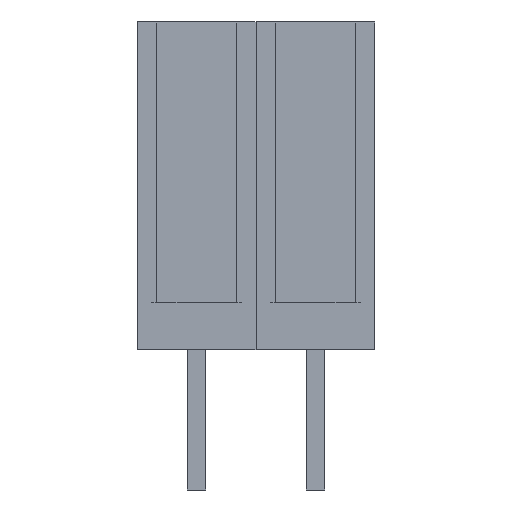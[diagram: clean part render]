
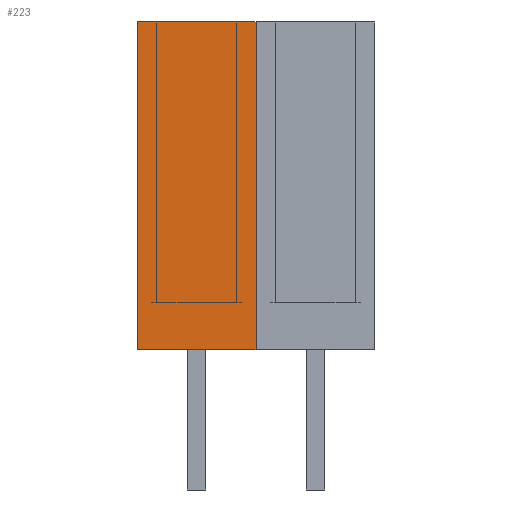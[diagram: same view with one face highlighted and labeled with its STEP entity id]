
A CAD part, front view. The second image highlights one B-rep face of the part: STEP entity #223.
In plain terms, the highlighted planar face has unit normal (0, -1, 0).
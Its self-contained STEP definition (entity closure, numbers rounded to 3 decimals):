
#13=DIRECTION('',(0.,0.,1.));
#14=DIRECTION('',(1.,0.,0.));
#199=EDGE_CURVE('',#200,#202,#204,.T.);
#200=VERTEX_POINT('',#201);
#201=CARTESIAN_POINT('',(-1.27,-1.271,0.));
#202=VERTEX_POINT('',#203);
#203=CARTESIAN_POINT('',(-1.27,-1.271,7.));
#204=LINE('',#201,#205);
#205=VECTOR('',#13,1.);
#212=DIRECTION('',(0.,1.,0.));
#223=ADVANCED_FACE('',(#224),#241,.F.);
#224=FACE_BOUND('',#225,.F.);
#225=EDGE_LOOP('',(#226,#232,#233,#238));
#226=ORIENTED_EDGE('',*,*,#227,.F.);
#227=EDGE_CURVE('',#200,#228,#230,.T.);
#228=VERTEX_POINT('',#229);
#229=CARTESIAN_POINT('',(1.27,-1.271,0.));
#230=LINE('',#201,#231);
#231=VECTOR('',#14,1.);
#232=ORIENTED_EDGE('',*,*,#199,.T.);
#233=ORIENTED_EDGE('',*,*,#234,.T.);
#234=EDGE_CURVE('',#202,#235,#237,.T.);
#235=VERTEX_POINT('',#236);
#236=CARTESIAN_POINT('',(1.27,-1.271,7.));
#237=LINE('',#203,#231);
#238=ORIENTED_EDGE('',*,*,#239,.F.);
#239=EDGE_CURVE('',#228,#235,#240,.T.);
#240=LINE('',#229,#205);
#241=PLANE('',#242);
#242=AXIS2_PLACEMENT_3D('',#201,#212,#13);
